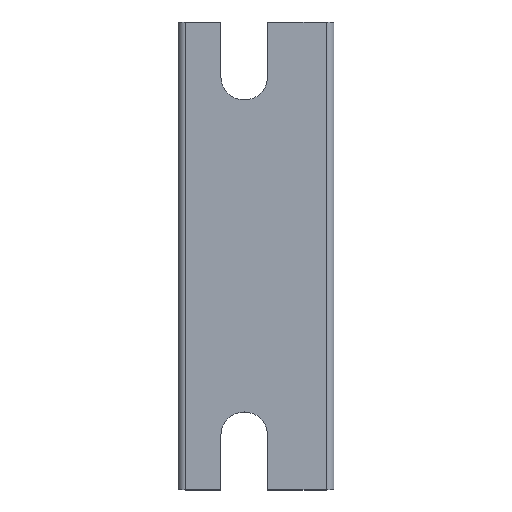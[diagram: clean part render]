
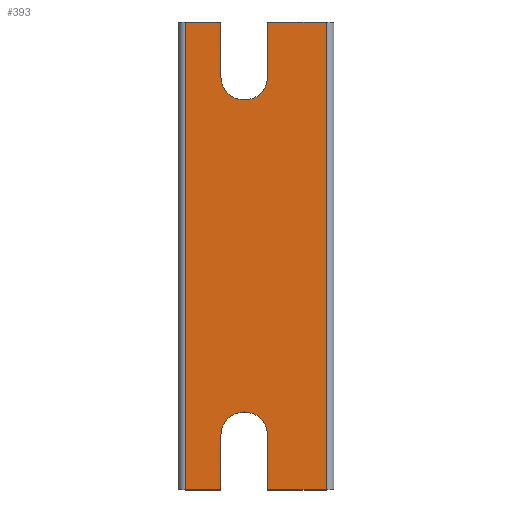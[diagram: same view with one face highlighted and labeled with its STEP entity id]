
A CAD part, top view. The second image highlights one B-rep face of the part: STEP entity #393.
In plain terms, the highlighted planar face has unit normal (0, 0, 1).
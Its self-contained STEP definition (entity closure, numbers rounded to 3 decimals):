
#88=CIRCLE('',#435,3.);
#89=CIRCLE('',#436,3.);
#134=ORIENTED_EDGE('',*,*,#222,.F.);
#135=ORIENTED_EDGE('',*,*,#203,.T.);
#136=ORIENTED_EDGE('',*,*,#223,.T.);
#137=ORIENTED_EDGE('',*,*,#188,.F.);
#138=ORIENTED_EDGE('',*,*,#224,.F.);
#139=ORIENTED_EDGE('',*,*,#225,.F.);
#140=ORIENTED_EDGE('',*,*,#226,.F.);
#141=ORIENTED_EDGE('',*,*,#192,.F.);
#142=ORIENTED_EDGE('',*,*,#227,.T.);
#143=ORIENTED_EDGE('',*,*,#205,.T.);
#144=ORIENTED_EDGE('',*,*,#228,.F.);
#145=ORIENTED_EDGE('',*,*,#229,.F.);
#188=EDGE_CURVE('',#236,#237,#268,.T.);
#192=EDGE_CURVE('',#240,#241,#270,.T.);
#203=EDGE_CURVE('',#247,#251,#277,.T.);
#205=EDGE_CURVE('',#254,#252,#279,.T.);
#222=EDGE_CURVE('',#247,#262,#292,.T.);
#223=EDGE_CURVE('',#251,#237,#293,.F.);
#224=EDGE_CURVE('',#263,#236,#294,.T.);
#225=EDGE_CURVE('',#264,#263,#88,.F.);
#226=EDGE_CURVE('',#241,#264,#295,.T.);
#227=EDGE_CURVE('',#240,#254,#296,.T.);
#228=EDGE_CURVE('',#265,#252,#297,.T.);
#229=EDGE_CURVE('',#262,#265,#89,.F.);
#236=VERTEX_POINT('',#599);
#237=VERTEX_POINT('',#601);
#240=VERTEX_POINT('',#609);
#241=VERTEX_POINT('',#610);
#247=VERTEX_POINT('',#623);
#251=VERTEX_POINT('',#631);
#252=VERTEX_POINT('',#635);
#254=VERTEX_POINT('',#638);
#262=VERTEX_POINT('',#667);
#263=VERTEX_POINT('',#670);
#264=VERTEX_POINT('',#672);
#265=VERTEX_POINT('',#676);
#268=LINE('',#600,#304);
#270=LINE('',#608,#306);
#277=LINE('',#632,#313);
#279=LINE('',#637,#315);
#292=LINE('',#666,#328);
#293=LINE('',#668,#329);
#294=LINE('',#669,#330);
#295=LINE('',#673,#331);
#296=LINE('',#674,#332);
#297=LINE('',#675,#333);
#304=VECTOR('',#469,1000.);
#306=VECTOR('',#477,1000.);
#313=VECTOR('',#494,1000.);
#315=VECTOR('',#498,1000.);
#328=VECTOR('',#527,1000.);
#329=VECTOR('',#528,1000.);
#330=VECTOR('',#529,1000.);
#331=VECTOR('',#532,1000.);
#332=VECTOR('',#533,1000.);
#333=VECTOR('',#534,1000.);
#345=EDGE_LOOP('',(#134,#135,#136,#137,#138,#139,#140,#141,#142,#143,#144,
#145));
#363=FACE_BOUND('',#345,.T.);
#381=PLANE('',#434);
#393=ADVANCED_FACE('',(#363),#381,.F.);
#434=AXIS2_PLACEMENT_3D('',#665,#525,#526);
#435=AXIS2_PLACEMENT_3D('',#671,#530,#531);
#436=AXIS2_PLACEMENT_3D('',#677,#535,#536);
#469=DIRECTION('',(-1.,0.,0.));
#477=DIRECTION('',(-1.,0.,0.));
#494=DIRECTION('',(-1.,0.,0.));
#498=DIRECTION('',(-1.,0.,0.));
#525=DIRECTION('',(0.,0.,-1.));
#526=DIRECTION('',(-1.,0.,0.));
#527=DIRECTION('',(0.,-1.,0.));
#528=DIRECTION('',(0.,1.,0.));
#529=DIRECTION('',(0.,-1.,0.));
#530=DIRECTION('',(0.,0.,-1.));
#531=DIRECTION('',(-1.,0.,0.));
#532=DIRECTION('',(0.,1.,0.));
#533=DIRECTION('',(0.,1.,0.));
#534=DIRECTION('',(0.,1.,0.));
#535=DIRECTION('',(0.,0.,-1.));
#536=DIRECTION('',(-1.,0.,0.));
#599=CARTESIAN_POINT('',(5.5,-60.,2.75));
#600=CARTESIAN_POINT('',(20.,-60.,2.75));
#601=CARTESIAN_POINT('',(1.,-60.,2.75));
#608=CARTESIAN_POINT('',(20.,-60.,2.75));
#609=CARTESIAN_POINT('',(19.,-60.,2.75));
#610=CARTESIAN_POINT('',(11.5,-60.,2.75));
#623=CARTESIAN_POINT('',(5.5,0.,2.75));
#631=CARTESIAN_POINT('',(1.,0.,2.75));
#632=CARTESIAN_POINT('',(20.,0.,2.75));
#635=CARTESIAN_POINT('',(11.5,0.,2.75));
#637=CARTESIAN_POINT('',(20.,0.,2.75));
#638=CARTESIAN_POINT('',(19.,0.,2.75));
#665=CARTESIAN_POINT('',(20.,-60.,2.75));
#666=CARTESIAN_POINT('',(5.5,-60.,2.75));
#667=CARTESIAN_POINT('',(5.5,-7.,2.75));
#668=CARTESIAN_POINT('',(1.,-60.,2.75));
#669=CARTESIAN_POINT('',(5.5,-60.,2.75));
#670=CARTESIAN_POINT('',(5.5,-53.,2.75));
#671=CARTESIAN_POINT('',(8.5,-53.,2.75));
#672=CARTESIAN_POINT('',(11.5,-53.,2.75));
#673=CARTESIAN_POINT('',(11.5,-60.,2.75));
#674=CARTESIAN_POINT('',(19.,-60.,2.75));
#675=CARTESIAN_POINT('',(11.5,-60.,2.75));
#676=CARTESIAN_POINT('',(11.5,-7.,2.75));
#677=CARTESIAN_POINT('',(8.5,-7.,2.75));
